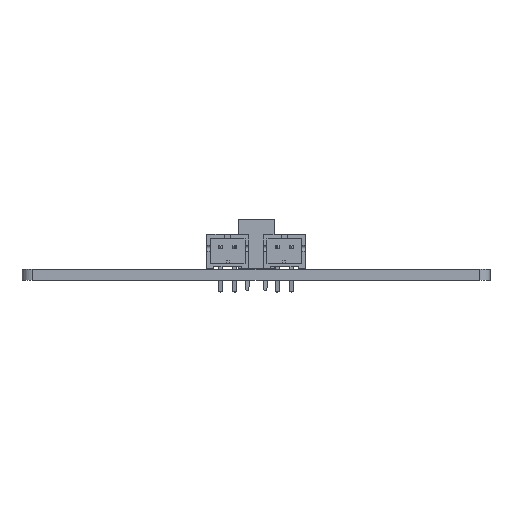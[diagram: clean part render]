
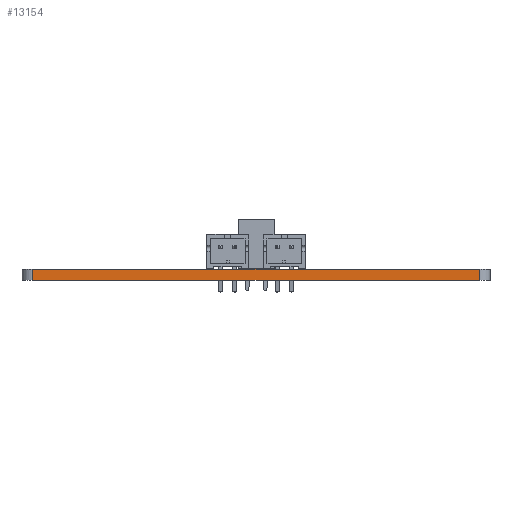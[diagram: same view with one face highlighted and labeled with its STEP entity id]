
A CAD part, left-side view. The second image highlights one B-rep face of the part: STEP entity #13154.
In plain terms, the highlighted planar face has unit normal (-1, 0, 0).
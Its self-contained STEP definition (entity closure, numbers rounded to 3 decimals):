
#11837 = PLANE('',#11838);
#11838 = AXIS2_PLACEMENT_3D('',#11839,#11840,#11841);
#11839 = CARTESIAN_POINT('',(146.093,-101.5,1.6));
#11840 = DIRECTION('',(-0.,-0.,-1.));
#11841 = DIRECTION('',(-1.,0.,0.));
#11865 = CYLINDRICAL_SURFACE('',#11866,1.5);
#11866 = AXIS2_PLACEMENT_3D('',#11867,#11868,#11869);
#11867 = CARTESIAN_POINT('',(108.811,-133.,0.));
#11868 = DIRECTION('',(-0.,-0.,-1.));
#11869 = DIRECTION('',(1.,0.,-0.));
#11891 = PLANE('',#11892);
#11892 = AXIS2_PLACEMENT_3D('',#11893,#11894,#11895);
#11893 = CARTESIAN_POINT('',(146.093,-101.5,0.));
#11894 = DIRECTION('',(-0.,-0.,-1.));
#11895 = DIRECTION('',(-1.,0.,0.));
#11992 = EDGE_CURVE('',#11993,#11995,#11997,.T.);
#11993 = VERTEX_POINT('',#11994);
#11994 = CARTESIAN_POINT('',(107.311,-133.,0.));
#11995 = VERTEX_POINT('',#11996);
#11996 = CARTESIAN_POINT('',(107.311,-133.,1.6));
#11997 = SURFACE_CURVE('',#11998,(#12002,#12009),.PCURVE_S1.);
#11998 = LINE('',#11999,#12000);
#11999 = CARTESIAN_POINT('',(107.311,-133.,0.));
#12000 = VECTOR('',#12001,1.);
#12001 = DIRECTION('',(0.,0.,1.));
#12002 = PCURVE('',#11865,#12003);
#12003 = DEFINITIONAL_REPRESENTATION('',(#12004),#12008);
#12004 = LINE('',#12005,#12006);
#12005 = CARTESIAN_POINT('',(-3.142,0.));
#12006 = VECTOR('',#12007,1.);
#12007 = DIRECTION('',(-0.,-1.));
#12008 = ( GEOMETRIC_REPRESENTATION_CONTEXT(2) 
PARAMETRIC_REPRESENTATION_CONTEXT() REPRESENTATION_CONTEXT('2D SPACE',''
  ) );
#12009 = PCURVE('',#12010,#12015);
#12010 = PLANE('',#12011);
#12011 = AXIS2_PLACEMENT_3D('',#12012,#12013,#12014);
#12012 = CARTESIAN_POINT('',(107.311,-133.,0.));
#12013 = DIRECTION('',(-1.,0.,0.));
#12014 = DIRECTION('',(0.,1.,0.));
#12015 = DEFINITIONAL_REPRESENTATION('',(#12016),#12020);
#12016 = LINE('',#12017,#12018);
#12017 = CARTESIAN_POINT('',(0.,0.));
#12018 = VECTOR('',#12019,1.);
#12019 = DIRECTION('',(0.,-1.));
#12020 = ( GEOMETRIC_REPRESENTATION_CONTEXT(2) 
PARAMETRIC_REPRESENTATION_CONTEXT() REPRESENTATION_CONTEXT('2D SPACE',''
  ) );
#12080 = EDGE_CURVE('',#11993,#12081,#12083,.T.);
#12081 = VERTEX_POINT('',#12082);
#12082 = CARTESIAN_POINT('',(107.311,-70.,0.));
#12083 = SURFACE_CURVE('',#12084,(#12088,#12095),.PCURVE_S1.);
#12084 = LINE('',#12085,#12086);
#12085 = CARTESIAN_POINT('',(107.311,-133.,0.));
#12086 = VECTOR('',#12087,1.);
#12087 = DIRECTION('',(0.,1.,0.));
#12088 = PCURVE('',#11891,#12089);
#12089 = DEFINITIONAL_REPRESENTATION('',(#12090),#12094);
#12090 = LINE('',#12091,#12092);
#12091 = CARTESIAN_POINT('',(38.782,-31.5));
#12092 = VECTOR('',#12093,1.);
#12093 = DIRECTION('',(0.,1.));
#12094 = ( GEOMETRIC_REPRESENTATION_CONTEXT(2) 
PARAMETRIC_REPRESENTATION_CONTEXT() REPRESENTATION_CONTEXT('2D SPACE',''
  ) );
#12095 = PCURVE('',#12010,#12096);
#12096 = DEFINITIONAL_REPRESENTATION('',(#12097),#12101);
#12097 = LINE('',#12098,#12099);
#12098 = CARTESIAN_POINT('',(0.,0.));
#12099 = VECTOR('',#12100,1.);
#12100 = DIRECTION('',(1.,0.));
#12101 = ( GEOMETRIC_REPRESENTATION_CONTEXT(2) 
PARAMETRIC_REPRESENTATION_CONTEXT() REPRESENTATION_CONTEXT('2D SPACE',''
  ) );
#12124 = CYLINDRICAL_SURFACE('',#12125,1.5);
#12125 = AXIS2_PLACEMENT_3D('',#12126,#12127,#12128);
#12126 = CARTESIAN_POINT('',(108.811,-70.,0.));
#12127 = DIRECTION('',(-0.,-0.,-1.));
#12128 = DIRECTION('',(1.,0.,-0.));
#12644 = EDGE_CURVE('',#11995,#12645,#12647,.T.);
#12645 = VERTEX_POINT('',#12646);
#12646 = CARTESIAN_POINT('',(107.311,-70.,1.6));
#12647 = SURFACE_CURVE('',#12648,(#12652,#12659),.PCURVE_S1.);
#12648 = LINE('',#12649,#12650);
#12649 = CARTESIAN_POINT('',(107.311,-133.,1.6));
#12650 = VECTOR('',#12651,1.);
#12651 = DIRECTION('',(0.,1.,0.));
#12652 = PCURVE('',#11837,#12653);
#12653 = DEFINITIONAL_REPRESENTATION('',(#12654),#12658);
#12654 = LINE('',#12655,#12656);
#12655 = CARTESIAN_POINT('',(38.782,-31.5));
#12656 = VECTOR('',#12657,1.);
#12657 = DIRECTION('',(0.,1.));
#12658 = ( GEOMETRIC_REPRESENTATION_CONTEXT(2) 
PARAMETRIC_REPRESENTATION_CONTEXT() REPRESENTATION_CONTEXT('2D SPACE',''
  ) );
#12659 = PCURVE('',#12010,#12660);
#12660 = DEFINITIONAL_REPRESENTATION('',(#12661),#12665);
#12661 = LINE('',#12662,#12663);
#12662 = CARTESIAN_POINT('',(0.,-1.6));
#12663 = VECTOR('',#12664,1.);
#12664 = DIRECTION('',(1.,0.));
#12665 = ( GEOMETRIC_REPRESENTATION_CONTEXT(2) 
PARAMETRIC_REPRESENTATION_CONTEXT() REPRESENTATION_CONTEXT('2D SPACE',''
  ) );
#13154 = ADVANCED_FACE('',(#13155),#12010,.T.);
#13155 = FACE_BOUND('',#13156,.T.);
#13156 = EDGE_LOOP('',(#13157,#13158,#13159,#13180));
#13157 = ORIENTED_EDGE('',*,*,#11992,.T.);
#13158 = ORIENTED_EDGE('',*,*,#12644,.T.);
#13159 = ORIENTED_EDGE('',*,*,#13160,.F.);
#13160 = EDGE_CURVE('',#12081,#12645,#13161,.T.);
#13161 = SURFACE_CURVE('',#13162,(#13166,#13173),.PCURVE_S1.);
#13162 = LINE('',#13163,#13164);
#13163 = CARTESIAN_POINT('',(107.311,-70.,0.));
#13164 = VECTOR('',#13165,1.);
#13165 = DIRECTION('',(0.,0.,1.));
#13166 = PCURVE('',#12010,#13167);
#13167 = DEFINITIONAL_REPRESENTATION('',(#13168),#13172);
#13168 = LINE('',#13169,#13170);
#13169 = CARTESIAN_POINT('',(63.,0.));
#13170 = VECTOR('',#13171,1.);
#13171 = DIRECTION('',(0.,-1.));
#13172 = ( GEOMETRIC_REPRESENTATION_CONTEXT(2) 
PARAMETRIC_REPRESENTATION_CONTEXT() REPRESENTATION_CONTEXT('2D SPACE',''
  ) );
#13173 = PCURVE('',#12124,#13174);
#13174 = DEFINITIONAL_REPRESENTATION('',(#13175),#13179);
#13175 = LINE('',#13176,#13177);
#13176 = CARTESIAN_POINT('',(-3.142,0.));
#13177 = VECTOR('',#13178,1.);
#13178 = DIRECTION('',(-0.,-1.));
#13179 = ( GEOMETRIC_REPRESENTATION_CONTEXT(2) 
PARAMETRIC_REPRESENTATION_CONTEXT() REPRESENTATION_CONTEXT('2D SPACE',''
  ) );
#13180 = ORIENTED_EDGE('',*,*,#12080,.F.);
